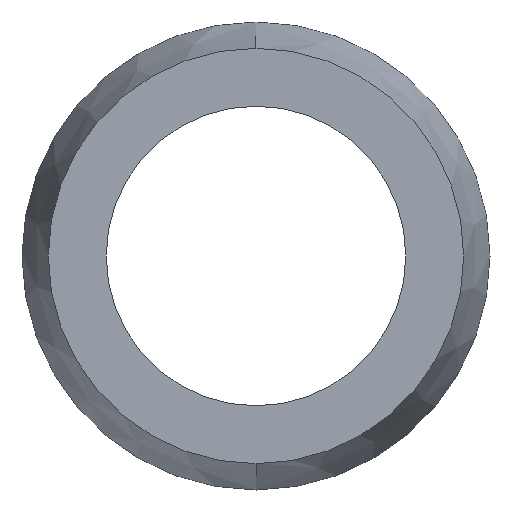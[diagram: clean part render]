
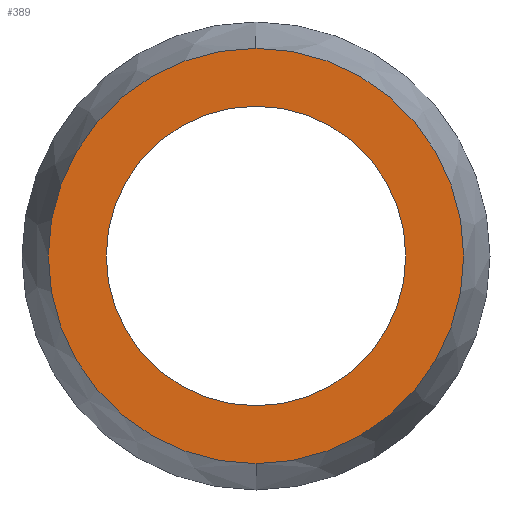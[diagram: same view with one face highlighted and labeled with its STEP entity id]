
A CAD part, left-side view. The second image highlights one B-rep face of the part: STEP entity #389.
In plain terms, the highlighted planar face has unit normal (-1, 0, 0).
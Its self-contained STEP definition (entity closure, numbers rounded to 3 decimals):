
#3 = VERTEX_POINT ( 'NONE', #15 ) ;
#5 = CARTESIAN_POINT ( 'NONE',  ( 0., 0., 0. ) ) ;
#6 = CARTESIAN_POINT ( 'NONE',  ( 0., 0., -16. ) ) ;
#7 = EDGE_LOOP ( 'NONE', ( #401, #103 ) ) ;
#11 = AXIS2_PLACEMENT_3D ( 'NONE', #370, #23, #271 ) ;
#15 = CARTESIAN_POINT ( 'NONE',  ( 0., 0., -22.187 ) ) ;
#16 = DIRECTION ( 'NONE',  ( 0., 0., 1. ) ) ;
#17 = EDGE_CURVE ( 'NONE', #405, #372, #353, .T. ) ;
#23 = DIRECTION ( 'NONE',  ( -1., 0., 0. ) ) ;
#27 = EDGE_CURVE ( 'NONE', #3, #359, #418, .T. ) ;
#47 = DIRECTION ( 'NONE',  ( 0., 0., 1. ) ) ;
#53 = PLANE ( 'NONE',  #60 ) ;
#60 = AXIS2_PLACEMENT_3D ( 'NONE', #383, #83, #183 ) ;
#83 = DIRECTION ( 'NONE',  ( 1., 0., 0. ) ) ;
#86 = FACE_BOUND ( 'NONE', #291, .T. ) ;
#95 = ORIENTED_EDGE ( 'NONE', *, *, #17, .F. ) ;
#103 = ORIENTED_EDGE ( 'NONE', *, *, #314, .T. ) ;
#136 = DIRECTION ( 'NONE',  ( 0., 0., 1. ) ) ;
#167 = AXIS2_PLACEMENT_3D ( 'NONE', #235, #384, #47 ) ;
#170 = CARTESIAN_POINT ( 'NONE',  ( 0., 0., 0. ) ) ;
#183 = DIRECTION ( 'NONE',  ( 0., 0., -1. ) ) ;
#235 = CARTESIAN_POINT ( 'NONE',  ( 0., 0., 0. ) ) ;
#249 = CARTESIAN_POINT ( 'NONE',  ( 0., 0., 16. ) ) ;
#270 = DIRECTION ( 'NONE',  ( -1., 0., 0. ) ) ;
#271 = DIRECTION ( 'NONE',  ( 0., 0., 1. ) ) ;
#276 = CIRCLE ( 'NONE', #351, 16. ) ;
#285 = EDGE_CURVE ( 'NONE', #372, #405, #276, .T. ) ;
#290 = CARTESIAN_POINT ( 'NONE',  ( 0., 0., 22.187 ) ) ;
#291 = EDGE_LOOP ( 'NONE', ( #95, #302 ) ) ;
#302 = ORIENTED_EDGE ( 'NONE', *, *, #285, .F. ) ;
#303 = DIRECTION ( 'NONE',  ( -1., 0., 0. ) ) ;
#312 = FACE_OUTER_BOUND ( 'NONE', #7, .T. ) ;
#314 = EDGE_CURVE ( 'NONE', #359, #3, #366, .T. ) ;
#351 = AXIS2_PLACEMENT_3D ( 'NONE', #170, #270, #16 ) ;
#353 = CIRCLE ( 'NONE', #167, 16. ) ;
#359 = VERTEX_POINT ( 'NONE', #290 ) ;
#366 = CIRCLE ( 'NONE', #379, 22.187 ) ;
#370 = CARTESIAN_POINT ( 'NONE',  ( 0., 0., 0. ) ) ;
#372 = VERTEX_POINT ( 'NONE', #6 ) ;
#379 = AXIS2_PLACEMENT_3D ( 'NONE', #5, #303, #136 ) ;
#383 = CARTESIAN_POINT ( 'NONE',  ( 0., 22.187, 0. ) ) ;
#384 = DIRECTION ( 'NONE',  ( -1., 0., 0. ) ) ;
#389 = ADVANCED_FACE ( 'NONE', ( #86, #312 ), #53, .F. ) ;
#401 = ORIENTED_EDGE ( 'NONE', *, *, #27, .T. ) ;
#405 = VERTEX_POINT ( 'NONE', #249 ) ;
#418 = CIRCLE ( 'NONE', #11, 22.187 ) ;
